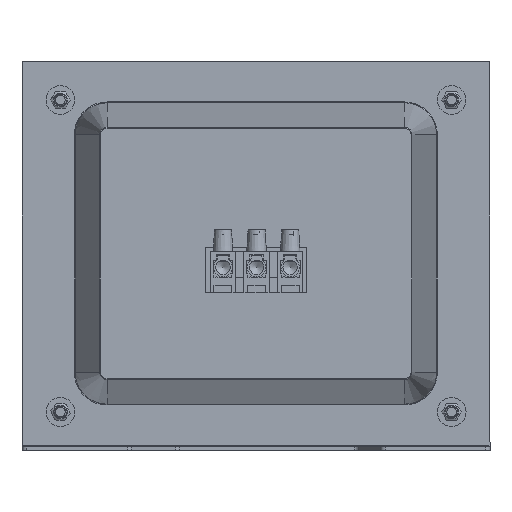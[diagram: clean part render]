
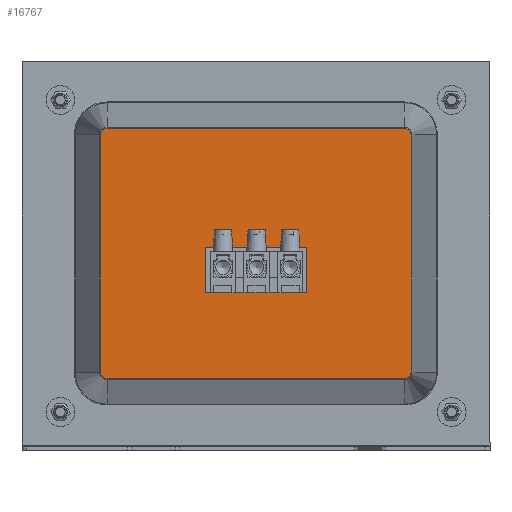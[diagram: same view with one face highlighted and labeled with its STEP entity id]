
A CAD part, front view. The second image highlights one B-rep face of the part: STEP entity #16767.
In plain terms, the highlighted face is planar.
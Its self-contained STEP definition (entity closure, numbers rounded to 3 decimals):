
#803=FACE_BOUND('',#6441,.T.);
#984=PLANE('',#18319);
#1700=LINE('',#24014,#3521);
#1704=LINE('',#24022,#3525);
#1707=LINE('',#24028,#3528);
#1710=LINE('',#24033,#3531);
#1732=LINE('',#24113,#3553);
#1734=LINE('',#24133,#3555);
#1737=LINE('',#24140,#3558);
#1739=LINE('',#24155,#3560);
#3521=VECTOR('',#19672,10.);
#3525=VECTOR('',#19678,10.);
#3528=VECTOR('',#19683,10.);
#3531=VECTOR('',#19688,10.);
#3553=VECTOR('',#19772,10.);
#3555=VECTOR('',#19796,10.);
#3558=VECTOR('',#19803,10.);
#3560=VECTOR('',#19823,10.);
#5466=FACE_OUTER_BOUND('',#6440,.T.);
#6440=EDGE_LOOP('',(#12183,#12184,#12185,#12186,#12187,#12188,#12189,#12190));
#6441=EDGE_LOOP('',(#12191,#12192,#12193,#12194));
#7528=CIRCLE('',#18294,2.728);
#7532=CIRCLE('',#18299,2.728);
#7536=CIRCLE('',#18306,2.728);
#7540=CIRCLE('',#18311,2.728);
#7876=VERTEX_POINT('',#24012);
#7877=VERTEX_POINT('',#24013);
#7880=VERTEX_POINT('',#24021);
#7882=VERTEX_POINT('',#24027);
#7909=VERTEX_POINT('',#24110);
#7910=VERTEX_POINT('',#24112);
#7913=VERTEX_POINT('',#24119);
#7914=VERTEX_POINT('',#24124);
#7917=VERTEX_POINT('',#24131);
#7918=VERTEX_POINT('',#24136);
#7921=VERTEX_POINT('',#24143);
#7922=VERTEX_POINT('',#24148);
#9513=EDGE_CURVE('',#7876,#7877,#1700,.T.);
#9517=EDGE_CURVE('',#7880,#7876,#1704,.T.);
#9520=EDGE_CURVE('',#7882,#7880,#1707,.T.);
#9523=EDGE_CURVE('',#7877,#7882,#1710,.T.);
#9562=EDGE_CURVE('',#7909,#7910,#1732,.T.);
#9566=EDGE_CURVE('',#7913,#7909,#7528,.T.);
#9570=EDGE_CURVE('',#7910,#7914,#7532,.T.);
#9572=EDGE_CURVE('',#7917,#7913,#1734,.T.);
#9576=EDGE_CURVE('',#7914,#7918,#1737,.T.);
#9578=EDGE_CURVE('',#7921,#7917,#7536,.T.);
#9582=EDGE_CURVE('',#7918,#7922,#7540,.T.);
#9584=EDGE_CURVE('',#7922,#7921,#1739,.T.);
#12183=ORIENTED_EDGE('',*,*,#9562,.F.);
#12184=ORIENTED_EDGE('',*,*,#9566,.F.);
#12185=ORIENTED_EDGE('',*,*,#9572,.F.);
#12186=ORIENTED_EDGE('',*,*,#9578,.F.);
#12187=ORIENTED_EDGE('',*,*,#9584,.F.);
#12188=ORIENTED_EDGE('',*,*,#9582,.F.);
#12189=ORIENTED_EDGE('',*,*,#9576,.F.);
#12190=ORIENTED_EDGE('',*,*,#9570,.F.);
#12191=ORIENTED_EDGE('',*,*,#9513,.T.);
#12192=ORIENTED_EDGE('',*,*,#9523,.T.);
#12193=ORIENTED_EDGE('',*,*,#9520,.T.);
#12194=ORIENTED_EDGE('',*,*,#9517,.T.);
#16767=ADVANCED_FACE('',(#5466,#803),#984,.T.);
#18294=AXIS2_PLACEMENT_3D('',#24121,#19780,#19781);
#18299=AXIS2_PLACEMENT_3D('',#24128,#19790,#19791);
#18306=AXIS2_PLACEMENT_3D('',#24145,#19808,#19809);
#18311=AXIS2_PLACEMENT_3D('',#24152,#19818,#19819);
#18319=AXIS2_PLACEMENT_3D('',#24174,#19843,#19844);
#19672=DIRECTION('',(0.,0.,-1.));
#19678=DIRECTION('',(-1.,0.,0.));
#19683=DIRECTION('',(0.,0.,1.));
#19688=DIRECTION('',(1.,0.,0.));
#19772=DIRECTION('',(1.,0.,0.));
#19780=DIRECTION('center_axis',(0.,-1.,0.));
#19781=DIRECTION('ref_axis',(-0.707,0.,-0.707));
#19790=DIRECTION('center_axis',(0.,-1.,0.));
#19791=DIRECTION('ref_axis',(0.707,0.,-0.707));
#19796=DIRECTION('',(0.,0.,-1.));
#19803=DIRECTION('',(0.,0.,1.));
#19808=DIRECTION('center_axis',(0.,-1.,0.));
#19809=DIRECTION('ref_axis',(-0.707,0.,0.707));
#19818=DIRECTION('center_axis',(0.,-1.,0.));
#19819=DIRECTION('ref_axis',(0.707,0.,0.707));
#19823=DIRECTION('',(-1.,0.,0.));
#19843=DIRECTION('center_axis',(0.,1.,0.));
#19844=DIRECTION('ref_axis',(0.,0.,1.));
#24012=CARTESIAN_POINT('',(-84.613,60.,118.5));
#24013=CARTESIAN_POINT('',(-84.613,60.,76.5));
#24014=CARTESIAN_POINT('',(-84.613,60.,108.04));
#24021=CARTESIAN_POINT('',(-65.613,60.,118.5));
#24022=CARTESIAN_POINT('',(-73.835,60.,118.5));
#24027=CARTESIAN_POINT('',(-65.613,60.,76.5));
#24028=CARTESIAN_POINT('',(-65.613,60.,87.04));
#24033=CARTESIAN_POINT('',(-83.335,60.,76.5));
#24110=CARTESIAN_POINT('',(-131.51,60.,32.901));
#24112=CARTESIAN_POINT('',(-32.606,60.,32.901));
#24113=CARTESIAN_POINT('',(-57.332,60.,32.901));
#24119=CARTESIAN_POINT('',(-134.238,60.,35.629));
#24121=CARTESIAN_POINT('Origin',(-131.51,60.,35.629));
#24124=CARTESIAN_POINT('',(-29.877,60.,35.629));
#24128=CARTESIAN_POINT('Origin',(-32.606,60.,35.629));
#24131=CARTESIAN_POINT('',(-134.238,60.,159.533));
#24133=CARTESIAN_POINT('',(-134.238,60.,66.605));
#24136=CARTESIAN_POINT('',(-29.877,60.,159.533));
#24140=CARTESIAN_POINT('',(-29.877,60.,128.557));
#24143=CARTESIAN_POINT('',(-131.51,60.,162.261));
#24145=CARTESIAN_POINT('Origin',(-131.51,60.,159.533));
#24148=CARTESIAN_POINT('',(-32.606,60.,162.261));
#24152=CARTESIAN_POINT('Origin',(-32.606,60.,159.533));
#24155=CARTESIAN_POINT('',(-106.784,60.,162.261));
#24174=CARTESIAN_POINT('Origin',(-82.058,60.,97.581));
